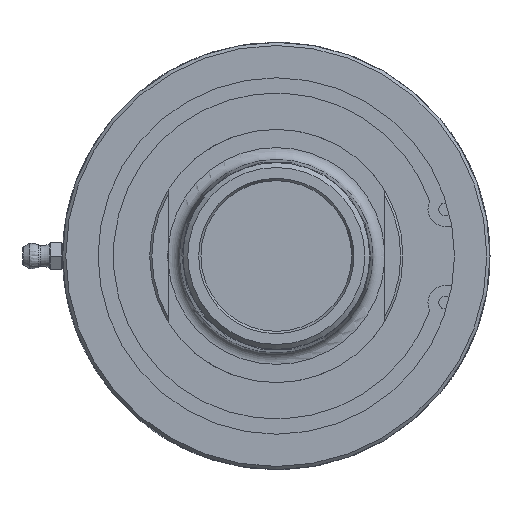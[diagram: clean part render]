
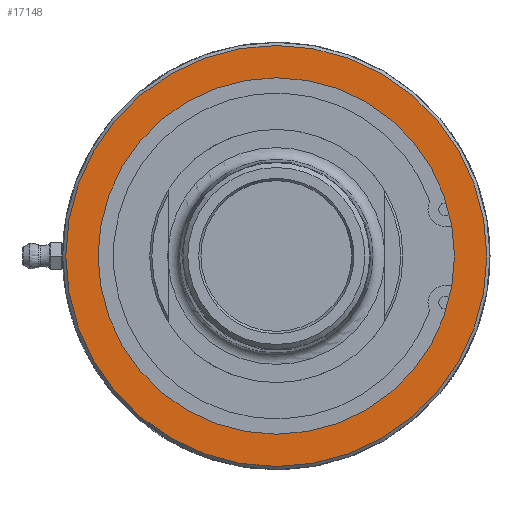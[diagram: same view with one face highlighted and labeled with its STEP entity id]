
A CAD part, left-side view. The second image highlights one B-rep face of the part: STEP entity #17148.
In plain terms, the highlighted planar face has unit normal (-1, 0, 0).
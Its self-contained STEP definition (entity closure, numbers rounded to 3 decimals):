
#181=FACE_BOUND('',#5847,.T.);
#3415=CIRCLE('',#18129,45.035);
#3432=CIRCLE('',#18163,53.2);
#3880=PLANE('',#18162);
#4772=FACE_OUTER_BOUND('',#5846,.T.);
#5846=EDGE_LOOP('',(#15547));
#5847=EDGE_LOOP('',(#15548));
#8361=VERTEX_POINT('',#42146);
#8382=VERTEX_POINT('',#42351);
#10767=EDGE_CURVE('',#8361,#8361,#3415,.T.);
#10801=EDGE_CURVE('',#8382,#8382,#3432,.T.);
#15547=ORIENTED_EDGE('',*,*,#10801,.F.);
#15548=ORIENTED_EDGE('',*,*,#10767,.T.);
#17148=ADVANCED_FACE('',(#4772,#181),#3880,.F.);
#18129=AXIS2_PLACEMENT_3D('',#42148,#21006,#21007);
#18162=AXIS2_PLACEMENT_3D('',#42350,#21085,#21086);
#18163=AXIS2_PLACEMENT_3D('',#42352,#21087,#21088);
#21006=DIRECTION('center_axis',(1.,0.,0.));
#21007=DIRECTION('ref_axis',(0.,1.,0.));
#21085=DIRECTION('center_axis',(1.,0.,0.));
#21086=DIRECTION('ref_axis',(0.,0.,-1.));
#21087=DIRECTION('center_axis',(1.,0.,0.));
#21088=DIRECTION('ref_axis',(0.,-1.,0.));
#42146=CARTESIAN_POINT('',(2.,-45.035,0.));
#42148=CARTESIAN_POINT('Origin',(2.,0.,0.));
#42350=CARTESIAN_POINT('Origin',(2.,27.,0.));
#42351=CARTESIAN_POINT('',(2.,53.2,0.));
#42352=CARTESIAN_POINT('Origin',(2.,0.,0.));
